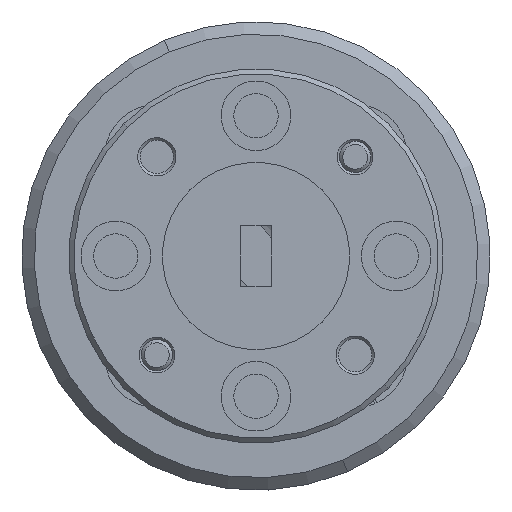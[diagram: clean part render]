
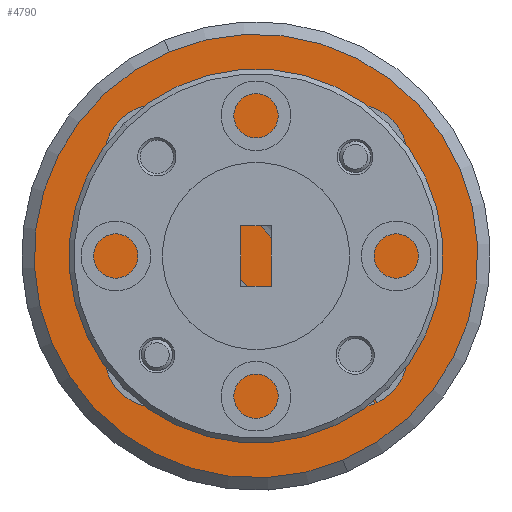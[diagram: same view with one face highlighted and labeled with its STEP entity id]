
A CAD part, left-side view. The second image highlights one B-rep face of the part: STEP entity #4790.
In plain terms, the highlighted planar face has unit normal (-1, 0, 0).
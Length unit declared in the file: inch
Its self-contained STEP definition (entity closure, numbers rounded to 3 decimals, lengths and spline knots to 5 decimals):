
#1990 = CARTESIAN_POINT ( 'NONE',  ( -1.36896, -0.60729, 0.38061 ) ) ;
#2178 = VERTEX_POINT ( 'NONE', #5028 ) ;
#3161 = CARTESIAN_POINT ( 'NONE',  ( -1.36896, -0.78116, -0.02901 ) ) ;
#3407 = CARTESIAN_POINT ( 'NONE',  ( -1.36896, -0.60729, 0.38061 ) ) ;
#4790 = ADVANCED_FACE ( 'NONE', ( #35249 ), #37034, .F. ) ;
#5028 = CARTESIAN_POINT ( 'NONE',  ( -1.36896, -0.43341, 0.79024 ) ) ;
#5617 = DIRECTION ( 'NONE',  ( -1., 0., 0. ) ) ;
#6022 = CARTESIAN_POINT ( 'NONE',  ( -1.36896, -0.60729, 0.38061 ) ) ;
#6784 = EDGE_CURVE ( 'NONE', #2178, #32202, #27034, .T. ) ;
#8922 = EDGE_LOOP ( 'NONE', ( #34839, #23348 ) ) ;
#9158 = AXIS2_PLACEMENT_3D ( 'NONE', #6022, #5617, #14884 ) ;
#14884 = DIRECTION ( 'NONE',  ( 0., -0.391, -0.921 ) ) ;
#16049 = AXIS2_PLACEMENT_3D ( 'NONE', #1990, #26510, #35622 ) ;
#17501 = CIRCLE ( 'NONE', #16049, 0.445 ) ;
#23348 = ORIENTED_EDGE ( 'NONE', *, *, #6784, .T. ) ;
#25479 = AXIS2_PLACEMENT_3D ( 'NONE', #3407, #36909, #30331 ) ;
#25820 = EDGE_CURVE ( 'NONE', #32202, #2178, #17501, .T. ) ;
#26510 = DIRECTION ( 'NONE',  ( -1., 0., 0. ) ) ;
#27034 = CIRCLE ( 'NONE', #9158, 0.445 ) ;
#30331 = DIRECTION ( 'NONE',  ( 0., -0.391, -0.921 ) ) ;
#32202 = VERTEX_POINT ( 'NONE', #3161 ) ;
#34839 = ORIENTED_EDGE ( 'NONE', *, *, #25820, .T. ) ;
#35249 = FACE_OUTER_BOUND ( 'NONE', #8922, .T. ) ;
#35622 = DIRECTION ( 'NONE',  ( 0., -0.391, -0.921 ) ) ;
#36909 = DIRECTION ( 'NONE',  ( 1., 0., 0. ) ) ;
#37034 = PLANE ( 'NONE',  #25479 ) ;
